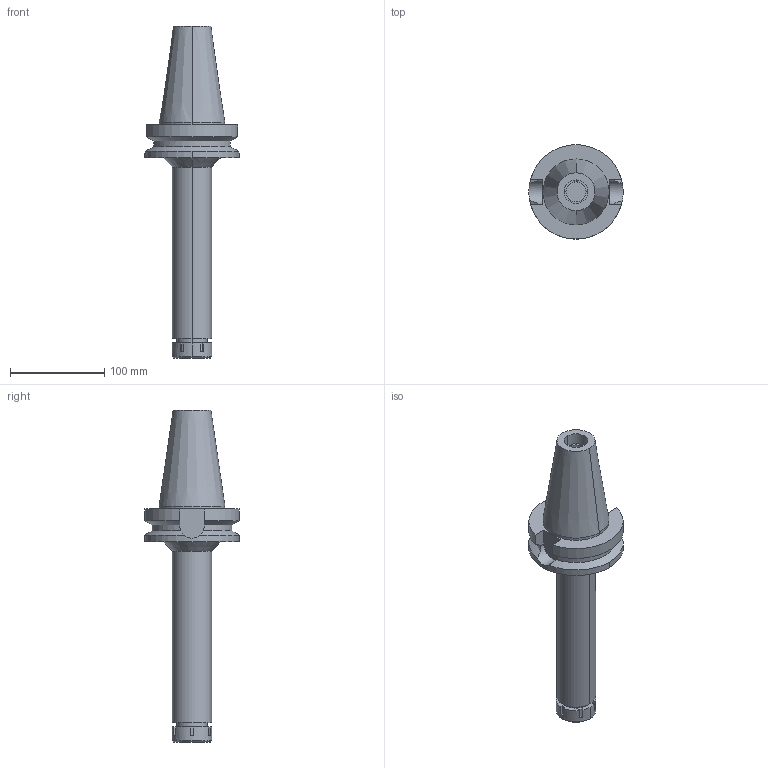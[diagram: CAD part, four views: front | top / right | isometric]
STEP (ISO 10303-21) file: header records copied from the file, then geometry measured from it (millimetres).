
FILE_DESCRIPTION (( 'STEP AP203' ), '1' );
FILE_NAME ('BT50-NBS16-250.stp', '2019-09-13T15:20:00', ( '' ), ( '' ), 'SwSTEP 2.0', 'SolidWorks 2019', '' );
FILE_SCHEMA (( 'CONFIG_CONTROL_DESIGN' ));
Length unit declared in the file: millimetre
Products named in the file (7): NBN16_1.stp; BT50-NBS16-250-FreeParts; BT50-NBS16-250; BT50-NBS16-250.stp; DXF_TEMP_ASSY_ASM_4_ASM.stp; BT50-NBS16-250_1.stp; BT50NB16250-160_ASM.stp
Assembly tree (5 placements, depth 5):
  BT50-NBS16-250-FreeParts
  BT50-NBS16-250
    BT50-NBS16-250.stp
      BT50NB16250-160_ASM.stp
        DXF_TEMP_ASSY_ASM_4_ASM.stp
          BT50-NBS16-250_1.stp
          NBN16_1.stp
Bounding box: 100 x 100 x 351.8 mm (x, y, z)
Volume: 723404 mm3; surface area: 87619.2 mm2
Topology: 2 solids, 2 shells, 89 faces, 216 edges, 142 vertices
Faces by surface type: plane 45, cylinder 30, cone 14
Entity records: 3564 total; most frequent: CARTESIAN_POINT 700, DIRECTION 488, ORIENTED_EDGE 432, EDGE_CURVE 216, AXIS2_PLACEMENT_3D 186, VERTEX_POINT 142, VECTOR 116, LINE 116
